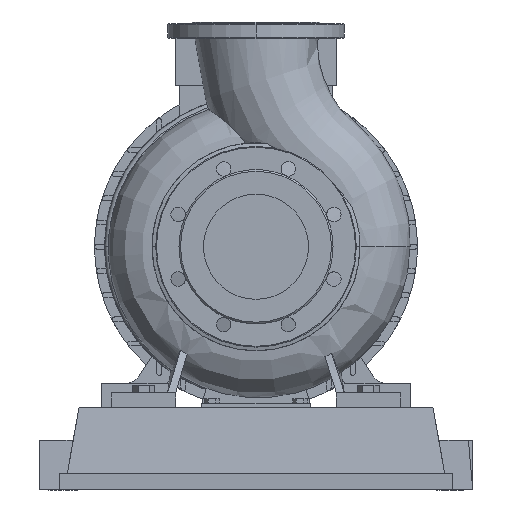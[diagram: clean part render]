
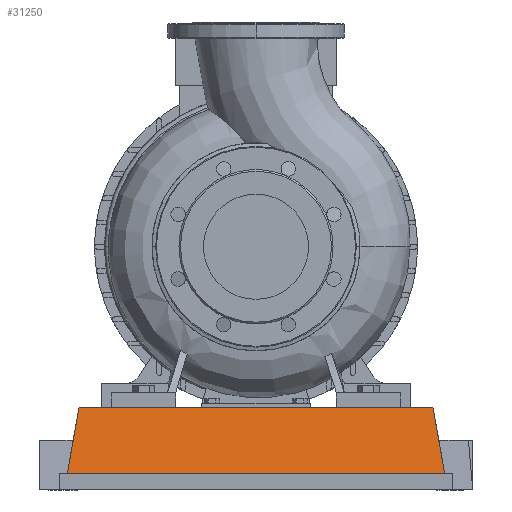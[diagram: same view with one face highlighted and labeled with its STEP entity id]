
A CAD part, left-side view. The second image highlights one B-rep face of the part: STEP entity #31250.
In plain terms, the highlighted planar face has unit normal (-0.985, 0, 0.174).
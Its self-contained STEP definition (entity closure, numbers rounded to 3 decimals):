
#29135=CARTESIAN_POINT('',(-100.,-235.,20.6));
#29136=VERTEX_POINT('',#29135);
#29143=CARTESIAN_POINT('',(-100.,235.0,20.6));
#29144=VERTEX_POINT('',#29143);
#29145=CARTESIAN_POINT('',(-100.,-235.,20.6));
#29146=DIRECTION('',(0.0,1.0,0.0));
#29147=VECTOR('',#29146,470.0);
#29148=LINE('',#29145,#29147);
#29149=EDGE_CURVE('',#29136,#29144,#29148,.T.);
#30984=CARTESIAN_POINT('',(-85.471,-220.471,103.0));
#30985=VERTEX_POINT('',#30984);
#30992=CARTESIAN_POINT('',(-100.,-235.,20.6));
#30993=DIRECTION('',(0.171,0.171,0.97));
#30994=VECTOR('',#30993,84.923);
#30995=LINE('',#30992,#30994);
#30996=EDGE_CURVE('',#29136,#30985,#30995,.T.);
#31227=CARTESIAN_POINT('',(-100.,-235.,20.6));
#31228=DIRECTION('',(-0.985,0.,0.174));
#31229=DIRECTION('',(0.0,-1.0,0.0));
#31230=AXIS2_PLACEMENT_3D('',#31227,#31228,#31229);
#31231=PLANE('',#31230);
#31232=CARTESIAN_POINT('',(-85.471,220.471,103.0));
#31233=VERTEX_POINT('',#31232);
#31234=CARTESIAN_POINT('',(-85.471,-220.471,103.0));
#31235=DIRECTION('',(0.0,1.0,0.0));
#31236=VECTOR('',#31235,440.941);
#31237=LINE('',#31234,#31236);
#31238=EDGE_CURVE('',#30985,#31233,#31237,.T.);
#31239=ORIENTED_EDGE('',*,*,#31238,.T.);
#31240=CARTESIAN_POINT('',(-100.,235.0,20.6));
#31241=DIRECTION('',(0.171,-0.171,0.97));
#31242=VECTOR('',#31241,84.923);
#31243=LINE('',#31240,#31242);
#31244=EDGE_CURVE('',#29144,#31233,#31243,.T.);
#31245=ORIENTED_EDGE('',*,*,#31244,.F.);
#31246=ORIENTED_EDGE('',*,*,#29149,.F.);
#31247=ORIENTED_EDGE('',*,*,#30996,.T.);
#31248=EDGE_LOOP('',(#31239,#31245,#31246,#31247));
#31249=FACE_OUTER_BOUND('',#31248,.T.);
#31250=ADVANCED_FACE('',(#31249),#31231,.T.);
